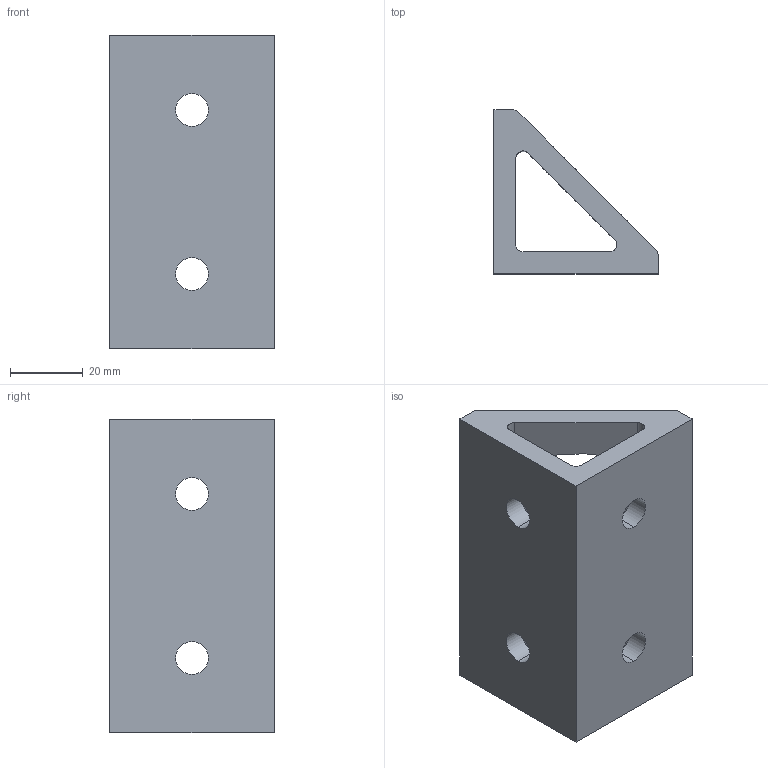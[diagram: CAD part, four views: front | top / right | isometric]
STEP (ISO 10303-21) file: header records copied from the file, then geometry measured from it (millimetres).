
FILE_DESCRIPTION (( 'STEP AP203' ), '1' );
FILE_NAME ('148913.step', '2021-06-03T16:09:01', ( '' ), ( '' ), 'SwSTEP 2.0', 'SolidWorks 2021', '' );
FILE_SCHEMA (( 'CONFIG_CONTROL_DESIGN' ));
Length unit declared in the file: millimetre
Products named in the file (1): 148913
Bounding box: 45 x 45 x 86 mm (x, y, z)
Volume: 61921.9 mm3; surface area: 22225.3 mm2
Topology: 1 solids, 1 shells, 39 faces, 105 edges, 68 vertices
Faces by surface type: cylinder 29, plane 10
Entity records: 1466 total; most frequent: CARTESIAN_POINT 439, ORIENTED_EDGE 210, DIRECTION 185, EDGE_CURVE 105, AXIS2_PLACEMENT_3D 70, VERTEX_POINT 68, EDGE_LOOP 53, LINE 45
